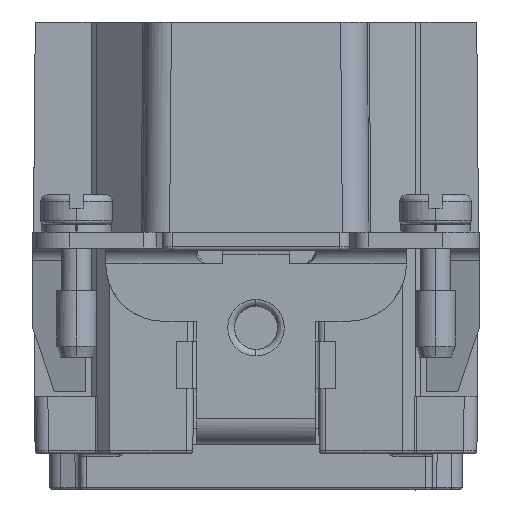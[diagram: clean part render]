
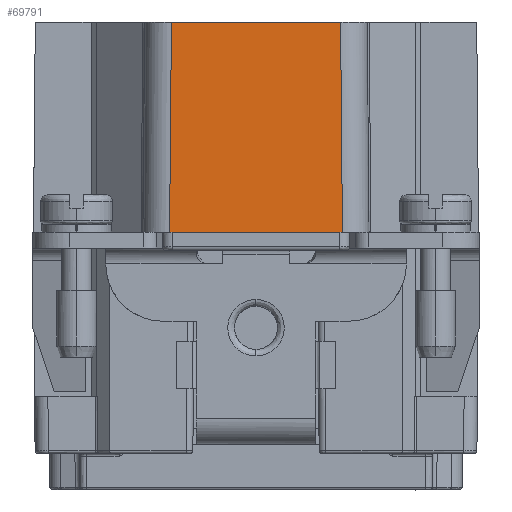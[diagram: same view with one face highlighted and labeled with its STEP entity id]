
A CAD part, left-side view. The second image highlights one B-rep face of the part: STEP entity #69791.
In plain terms, the highlighted planar face has unit normal (-1, 0, 0.009).
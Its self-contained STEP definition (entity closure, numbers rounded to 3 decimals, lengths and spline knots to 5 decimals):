
#2046 = VERTEX_POINT ( 'NONE', #20047 ) ;
#2116 = EDGE_CURVE ( 'NONE', #73669, #66656, #3519, .T. ) ;
#3519 = LINE ( 'NONE', #9335, #49984 ) ;
#5972 = ORIENTED_EDGE ( 'NONE', *, *, #52451, .F. ) ;
#6387 = ORIENTED_EDGE ( 'NONE', *, *, #2116, .F. ) ;
#6951 = EDGE_CURVE ( 'NONE', #66656, #75584, #60113, .T. ) ;
#8954 = EDGE_CURVE ( 'NONE', #49548, #75584, #41306, .T. ) ;
#9335 = CARTESIAN_POINT ( 'NONE',  ( -1.64567, 0., -0.62205 ) ) ;
#11488 = FACE_OUTER_BOUND ( 'NONE', #56672, .T. ) ;
#11550 = ORIENTED_EDGE ( 'NONE', *, *, #46444, .T. ) ;
#20047 = CARTESIAN_POINT ( 'NONE',  ( -1.64567, -0.24781, -0.62205 ) ) ;
#23613 = CARTESIAN_POINT ( 'NONE',  ( -1.64567, 0.25591, -0.62205 ) ) ;
#23779 = DIRECTION ( 'NONE',  ( 0.009, -0.009, 1. ) ) ;
#26562 = VECTOR ( 'NONE', #29898, 39.37008 ) ;
#28415 = DIRECTION ( 'NONE',  ( 0.009, 0., 1. ) ) ;
#29898 = DIRECTION ( 'NONE',  ( 0.009, 0.009, 1. ) ) ;
#32022 = EDGE_CURVE ( 'NONE', #73669, #2046, #79179, .T. ) ;
#34262 = VECTOR ( 'NONE', #72394, 39.37008 ) ;
#34601 = CARTESIAN_POINT ( 'NONE',  ( -1.64567, 0., -0.62205 ) ) ;
#37152 = LINE ( 'NONE', #75888, #26562 ) ;
#38786 = CARTESIAN_POINT ( 'NONE',  ( -1.64012, 0.25036, 0.01362 ) ) ;
#40318 = VERTEX_POINT ( 'NONE', #75887 ) ;
#41306 = LINE ( 'NONE', #48125, #84791 ) ;
#43298 = LINE ( 'NONE', #34601, #34262 ) ;
#46444 = EDGE_CURVE ( 'NONE', #40318, #49548, #37152, .T. ) ;
#48125 = CARTESIAN_POINT ( 'NONE',  ( -1.64024, 0., 0. ) ) ;
#48206 = DIRECTION ( 'NONE',  ( 0., -1., 0. ) ) ;
#49548 = VERTEX_POINT ( 'NONE', #56550 ) ;
#49794 = ORIENTED_EDGE ( 'NONE', *, *, #6951, .F. ) ;
#49984 = VECTOR ( 'NONE', #85387, 39.37008 ) ;
#52451 = EDGE_CURVE ( 'NONE', #40318, #2046, #43298, .T. ) ;
#56550 = CARTESIAN_POINT ( 'NONE',  ( -1.64024, -0.25048, 0. ) ) ;
#56672 = EDGE_LOOP ( 'NONE', ( #6387, #60392, #5972, #11550, #68544, #49794 ) ) ;
#60113 = LINE ( 'NONE', #38786, #61018 ) ;
#60204 = VECTOR ( 'NONE', #48206, 39.37008 ) ;
#60392 = ORIENTED_EDGE ( 'NONE', *, *, #32022, .T. ) ;
#61018 = VECTOR ( 'NONE', #23779, 39.37008 ) ;
#63597 = DIRECTION ( 'NONE',  ( 0., 1., 0. ) ) ;
#66288 = CARTESIAN_POINT ( 'NONE',  ( -1.64567, 0.24781, -0.62205 ) ) ;
#66656 = VERTEX_POINT ( 'NONE', #23613 ) ;
#67184 = CARTESIAN_POINT ( 'NONE',  ( -1.64024, 0.25048, 0. ) ) ;
#68544 = ORIENTED_EDGE ( 'NONE', *, *, #8954, .T. ) ;
#69791 = ADVANCED_FACE ( 'NONE', ( #11488 ), #85630, .T. ) ;
#70598 = CARTESIAN_POINT ( 'NONE',  ( -1.64024, 0., 0. ) ) ;
#72394 = DIRECTION ( 'NONE',  ( 0., 1., 0. ) ) ;
#72738 = AXIS2_PLACEMENT_3D ( 'NONE', #70598, #94785, #28415 ) ;
#73669 = VERTEX_POINT ( 'NONE', #66288 ) ;
#75584 = VERTEX_POINT ( 'NONE', #67184 ) ;
#75887 = CARTESIAN_POINT ( 'NONE',  ( -1.64567, -0.25591, -0.62205 ) ) ;
#75888 = CARTESIAN_POINT ( 'NONE',  ( -1.64567, -0.25591, -0.62205 ) ) ;
#79179 = LINE ( 'NONE', #85032, #60204 ) ;
#84791 = VECTOR ( 'NONE', #63597, 39.37008 ) ;
#85032 = CARTESIAN_POINT ( 'NONE',  ( -1.64567, 0., -0.62205 ) ) ;
#85387 = DIRECTION ( 'NONE',  ( 0., 1., 0. ) ) ;
#85630 = PLANE ( 'NONE',  #72738 ) ;
#94785 = DIRECTION ( 'NONE',  ( -1., 0., 0.009 ) ) ;
